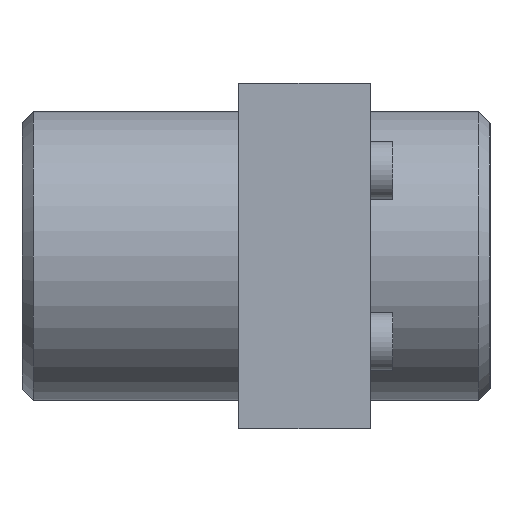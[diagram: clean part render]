
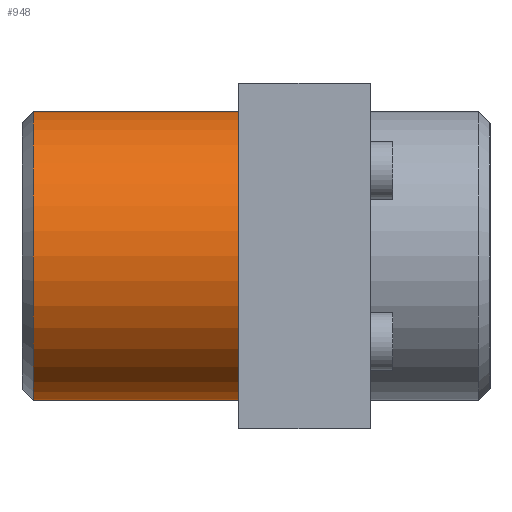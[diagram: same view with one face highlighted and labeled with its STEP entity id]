
A CAD part, left-side view. The second image highlights one B-rep face of the part: STEP entity #948.
In plain terms, the highlighted cylindrical face has radius 12.7 mm (diameter 25.4 mm), a partial arc.
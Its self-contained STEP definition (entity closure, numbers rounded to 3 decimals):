
#47 = CARTESIAN_POINT ( 'NONE',  ( -31.803, 30.5, 12.7 ) ) ;
#59 = EDGE_CURVE ( 'NONE', #1677, #1468, #1056, .T. ) ;
#70 = CARTESIAN_POINT ( 'NONE',  ( -31.803, 11.5, 0. ) ) ;
#72 = EDGE_CURVE ( 'NONE', #101, #655, #1761, .T. ) ;
#101 = VERTEX_POINT ( 'NONE', #505 ) ;
#184 = CARTESIAN_POINT ( 'NONE',  ( -31.803, 30.5, 0. ) ) ;
#274 = EDGE_CURVE ( 'NONE', #1468, #101, #1181, .T. ) ;
#331 = AXIS2_PLACEMENT_3D ( 'NONE', #70, #373, #1040 ) ;
#373 = DIRECTION ( 'NONE',  ( 0., 1., 0. ) ) ;
#505 = CARTESIAN_POINT ( 'NONE',  ( -31.803, 11.5, -12.7 ) ) ;
#524 = ORIENTED_EDGE ( 'NONE', *, *, #612, .F. ) ;
#559 = AXIS2_PLACEMENT_3D ( 'NONE', #184, #860, #998 ) ;
#596 = CYLINDRICAL_SURFACE ( 'NONE', #559, 12.7 ) ;
#612 = EDGE_CURVE ( 'NONE', #1677, #655, #1626, .T. ) ;
#630 = ORIENTED_EDGE ( 'NONE', *, *, #72, .T. ) ;
#655 = VERTEX_POINT ( 'NONE', #1747 ) ;
#666 = AXIS2_PLACEMENT_3D ( 'NONE', #1474, #781, #776 ) ;
#776 = DIRECTION ( 'NONE',  ( 0., 0., 1. ) ) ;
#781 = DIRECTION ( 'NONE',  ( 0., -1., 0. ) ) ;
#803 = CARTESIAN_POINT ( 'NONE',  ( -31.803, 30.5, -12.7 ) ) ;
#818 = ORIENTED_EDGE ( 'NONE', *, *, #59, .T. ) ;
#860 = DIRECTION ( 'NONE',  ( 0., -1., 0. ) ) ;
#880 = DIRECTION ( 'NONE',  ( 0., -1., 0. ) ) ;
#948 = ADVANCED_FACE ( 'NONE', ( #1444 ), #596, .T. ) ;
#977 = DIRECTION ( 'NONE',  ( 0., -1., 0. ) ) ;
#998 = DIRECTION ( 'NONE',  ( 0., 0., -1. ) ) ;
#1040 = DIRECTION ( 'NONE',  ( 0., 0., -1. ) ) ;
#1056 = CIRCLE ( 'NONE', #666, 12.7 ) ;
#1129 = ORIENTED_EDGE ( 'NONE', *, *, #274, .T. ) ;
#1181 = LINE ( 'NONE', #803, #1400 ) ;
#1323 = CARTESIAN_POINT ( 'NONE',  ( -31.803, 29.5, -12.7 ) ) ;
#1365 = CARTESIAN_POINT ( 'NONE',  ( -31.803, 29.5, 12.7 ) ) ;
#1400 = VECTOR ( 'NONE', #977, 1000. ) ;
#1439 = VECTOR ( 'NONE', #880, 1000. ) ;
#1444 = FACE_OUTER_BOUND ( 'NONE', #1789, .T. ) ;
#1468 = VERTEX_POINT ( 'NONE', #1323 ) ;
#1474 = CARTESIAN_POINT ( 'NONE',  ( -31.803, 29.5, 0. ) ) ;
#1626 = LINE ( 'NONE', #47, #1439 ) ;
#1677 = VERTEX_POINT ( 'NONE', #1365 ) ;
#1747 = CARTESIAN_POINT ( 'NONE',  ( -31.803, 11.5, 12.7 ) ) ;
#1761 = CIRCLE ( 'NONE', #331, 12.7 ) ;
#1789 = EDGE_LOOP ( 'NONE', ( #524, #818, #1129, #630 ) ) ;
